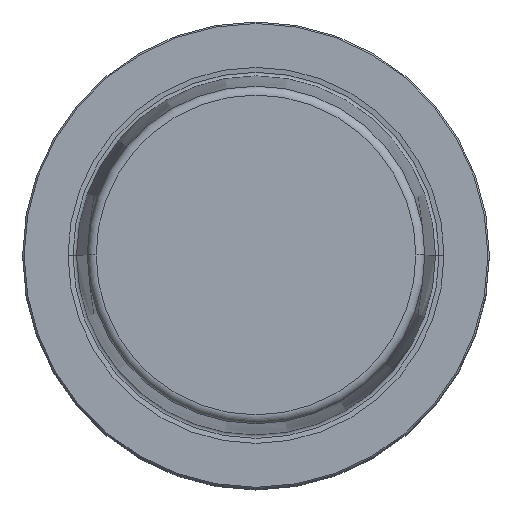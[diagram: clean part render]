
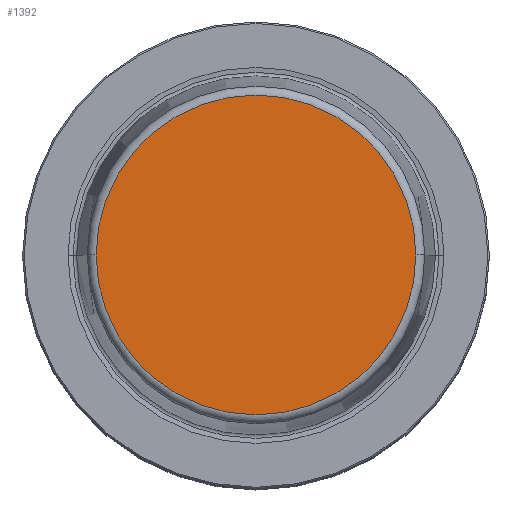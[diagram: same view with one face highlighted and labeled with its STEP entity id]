
A CAD part, top view. The second image highlights one B-rep face of the part: STEP entity #1392.
In plain terms, the highlighted planar face has unit normal (0, 0, 1).
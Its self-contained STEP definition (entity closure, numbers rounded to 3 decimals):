
#345=CARTESIAN_POINT('',(0.,0.,31.9));
#346=DIRECTION('',(0.,0.,1.));
#347=DIRECTION('',(1.,0.,0.));
#348=AXIS2_PLACEMENT_3D('',#345,#346,#347);
#353=CARTESIAN_POINT('',(0.,0.,31.9));
#354=DIRECTION('',(0.,0.,-1.));
#355=DIRECTION('',(1.,0.,0.));
#356=AXIS2_PLACEMENT_3D('',#353,#354,#355);
#973=CARTESIAN_POINT('',(21.581,0.,31.9));
#974=VERTEX_POINT('',#973);
#989=CARTESIAN_POINT('',(-21.581,0.,31.9));
#990=VERTEX_POINT('',#989);
#1383=CARTESIAN_POINT('',(0.,0.,31.9));
#1384=DIRECTION('',(0.,0.,-1.));
#1385=DIRECTION('',(-1.,0.,0.));
#1386=AXIS2_PLACEMENT_3D('',#1383,#1384,#1385);
#1387=PLANE('',#1386);
#1388=ORIENTED_EDGE('',*,*,#1376,.F.);
#1389=ORIENTED_EDGE('',*,*,#1365,.T.);
#1390=EDGE_LOOP('',(#1388,#1389));
#1391=FACE_OUTER_BOUND('',#1390,.F.);
#349=CIRCLE('',#348,21.581);
#357=CIRCLE('',#356,21.581);
#1365=EDGE_CURVE('',#974,#990,#357,.T.);
#1376=EDGE_CURVE('',#974,#990,#349,.T.);
#1392=ADVANCED_FACE('',(#1391),#1387,.F.);
